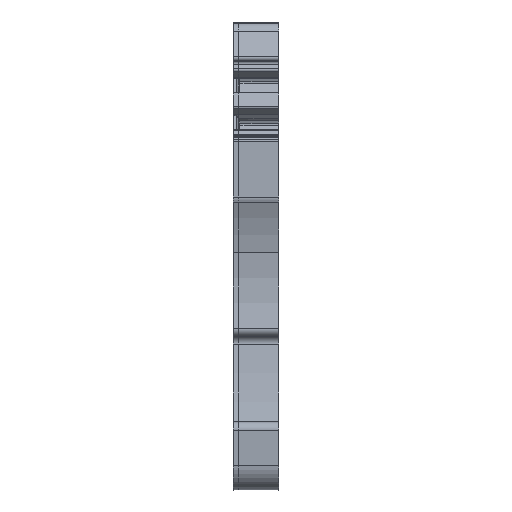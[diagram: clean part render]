
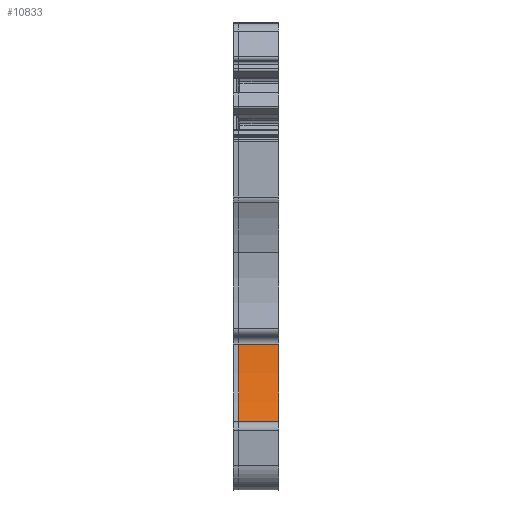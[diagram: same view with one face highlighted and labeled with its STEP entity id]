
A CAD part, front view. The second image highlights one B-rep face of the part: STEP entity #10833.
In plain terms, the highlighted cylindrical face has radius 35 mm (diameter 70 mm), a partial arc.
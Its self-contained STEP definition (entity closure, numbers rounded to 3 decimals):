
#5218=AXIS2_PLACEMENT_3D('Circle Axis2P3D',#5216,#5217,$) ;
#10812=AXIS2_PLACEMENT_3D('Cylinder Axis2P3D',#10809,#10810,#10811) ;
#10816=AXIS2_PLACEMENT_3D('Circle Axis2P3D',#10814,#10815,$) ;
#1625=CARTESIAN_POINT('Line Origine',(2.15,3.239,4.584)) ;
#1629=CARTESIAN_POINT('Vertex',(0.8,3.239,4.584)) ;
#1631=CARTESIAN_POINT('Vertex',(3.5,3.239,4.584)) ;
#5213=CARTESIAN_POINT('Vertex',(3.5,4.72,11.309)) ;
#5216=CARTESIAN_POINT('Axis2P3D Location',(3.5,-30.036,15.436)) ;
#10794=CARTESIAN_POINT('Vertex',(0.4,3.239,4.584)) ;
#10797=CARTESIAN_POINT('Line Origine',(1.75,3.239,4.584)) ;
#10809=CARTESIAN_POINT('Axis2P3D Location',(1.75,-30.036,15.436)) ;
#10814=CARTESIAN_POINT('Axis2P3D Location',(0.4,-30.036,15.436)) ;
#10818=CARTESIAN_POINT('Vertex',(0.4,4.72,11.309)) ;
#10821=CARTESIAN_POINT('Line Origine',(1.75,4.72,11.309)) ;
#1626=DIRECTION('Vector Direction',(-1.,0.,0.)) ;
#5217=DIRECTION('Axis2P3D Direction',(-1.,0.,0.)) ;
#10798=DIRECTION('Vector Direction',(-1.,0.,0.)) ;
#10810=DIRECTION('Axis2P3D Direction',(-1.,0.,0.)) ;
#10811=DIRECTION('Axis2P3D XDirection',(0.,0.993,-0.118)) ;
#10815=DIRECTION('Axis2P3D Direction',(-1.,0.,0.)) ;
#10822=DIRECTION('Vector Direction',(-1.,0.,0.)) ;
#1627=VECTOR('Line Direction',#1626,1.) ;
#10799=VECTOR('Line Direction',#10798,1.) ;
#10823=VECTOR('Line Direction',#10822,1.) ;
#10827=ORIENTED_EDGE('',*,*,#10820,.F.) ;
#10828=ORIENTED_EDGE('',*,*,#10801,.T.) ;
#10829=ORIENTED_EDGE('',*,*,#1633,.T.) ;
#10830=ORIENTED_EDGE('',*,*,#5220,.T.) ;
#10831=ORIENTED_EDGE('',*,*,#10825,.F.) ;
#10833=ADVANCED_FACE('KLTR ZPE1.5/3AN.1\\K\X2\00F6\X0\rper.2 ( *SOL1 - wsp *MASTER -  )',(#10832),#10813,.F.) ;
#5219=CIRCLE('generated circle',#5218,35.) ;
#10817=CIRCLE('generated circle',#10816,35.) ;
#10813=CYLINDRICAL_SURFACE('generated cylinder',#10812,35.) ;
#1633=EDGE_CURVE('',#1630,#1632,#1628,.F.) ;
#5220=EDGE_CURVE('',#1632,#5214,#5219,.F.) ;
#10801=EDGE_CURVE('',#10795,#1630,#10800,.F.) ;
#10820=EDGE_CURVE('',#10795,#10819,#10817,.F.) ;
#10825=EDGE_CURVE('',#10819,#5214,#10824,.F.) ;
#10826=EDGE_LOOP('',(#10827,#10828,#10829,#10830,#10831)) ;
#10832=FACE_OUTER_BOUND('',#10826,.T.) ;
#1628=LINE('Line',#1625,#1627) ;
#10800=LINE('Line',#10797,#10799) ;
#10824=LINE('Line',#10821,#10823) ;
#1630=VERTEX_POINT('',#1629) ;
#1632=VERTEX_POINT('',#1631) ;
#5214=VERTEX_POINT('',#5213) ;
#10795=VERTEX_POINT('',#10794) ;
#10819=VERTEX_POINT('',#10818) ;
